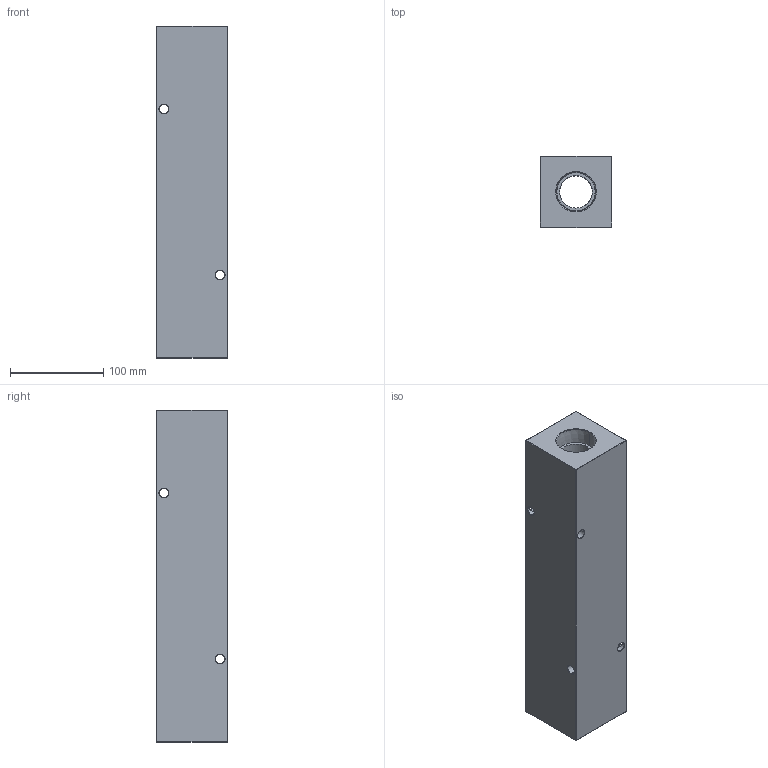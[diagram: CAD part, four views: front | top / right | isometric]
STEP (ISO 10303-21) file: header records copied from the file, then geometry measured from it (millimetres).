
FILE_DESCRIPTION (( 'STEP AP214' ), '1' );
FILE_NAME ('HM-4-0-P-20-16.STEP', '2020-02-28T20:53:43', ( '' ), ( '' ), 'SwSTEP 2.0', 'SolidWorks 2019', '' );
FILE_SCHEMA (( 'AUTOMOTIVE_DESIGN' ));
Length unit declared in the file: inch
Products named in the file (1): HM-4-0-P-20-16
Bounding box: 76.2 x 76.2 x 355.6 mm (x, y, z)
Volume: 1616042.1 mm3; surface area: 169303.7 mm2
Topology: 1 solids, 1 shells, 495 faces, 1284 edges, 836 vertices
Faces by surface type: plane 254, bspline 183, cone 32, cylinder 26
Entity records: 30691 total; most frequent: CARTESIAN_POINT 13599, ORIENTED_EDGE 2568, DIRECTION 1596, EDGE_CURVE 1284, VERTEX_POINT 836, LINE 818, VECTOR 818, EDGE_LOOP 562
